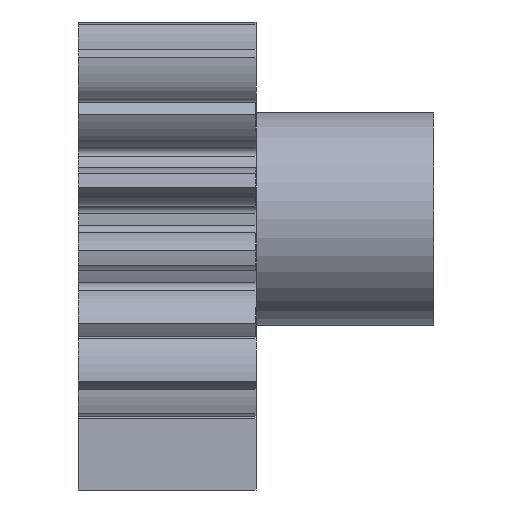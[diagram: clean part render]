
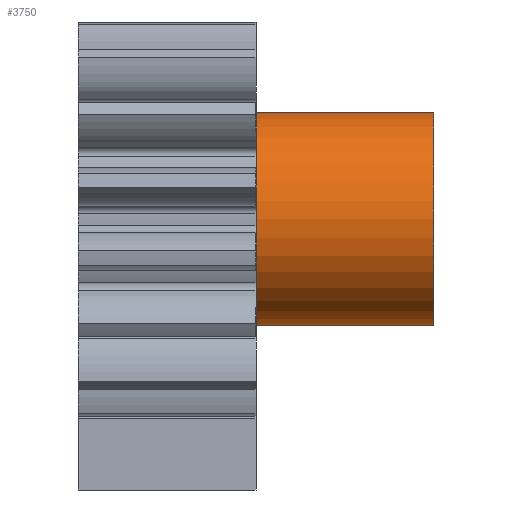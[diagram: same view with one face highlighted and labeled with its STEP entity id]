
A CAD part, left-side view. The second image highlights one B-rep face of the part: STEP entity #3750.
In plain terms, the highlighted cylindrical face has radius 3 mm (diameter 6 mm), a full revolution.
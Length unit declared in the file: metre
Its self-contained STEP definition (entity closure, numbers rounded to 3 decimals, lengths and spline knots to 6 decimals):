
#106=CYLINDRICAL_SURFACE('',#4067,0.003);
#250=CIRCLE('',#3968,0.003);
#300=CIRCLE('',#4068,0.003);
#1228=ORIENTED_EDGE('',*,*,#1913,.F.);
#1229=ORIENTED_EDGE('',*,*,#1765,.T.);
#1765=EDGE_CURVE('',#2262,#2262,#250,.T.);
#1913=EDGE_CURVE('',#2329,#2329,#300,.T.);
#2262=VERTEX_POINT('',#6863);
#2329=VERTEX_POINT('',#8888);
#3261=EDGE_LOOP('',(#1228));
#3262=EDGE_LOOP('',(#1229));
#3458=FACE_BOUND('',#3261,.T.);
#3459=FACE_BOUND('',#3262,.T.);
#3750=ADVANCED_FACE('',(#3458,#3459),#106,.T.);
#3968=AXIS2_PLACEMENT_3D('',#6862,#4636,#4637);
#4067=AXIS2_PLACEMENT_3D('',#8886,#4900,#4901);
#4068=AXIS2_PLACEMENT_3D('',#8887,#4902,#4903);
#4636=DIRECTION('',(0.,-1.,0.));
#4637=DIRECTION('',(0.,0.,-1.));
#4900=DIRECTION('',(0.,1.,0.));
#4901=DIRECTION('',(0.,0.,1.));
#4902=DIRECTION('',(0.,-1.,0.));
#4903=DIRECTION('',(0.,0.,-1.));
#6862=CARTESIAN_POINT('',(0.,-0.005,0.));
#6863=CARTESIAN_POINT('',(0.,-0.005,-0.003));
#8886=CARTESIAN_POINT('',(0.,-0.01,0.));
#8887=CARTESIAN_POINT('',(0.,-0.01,0.));
#8888=CARTESIAN_POINT('',(0.,-0.01,-0.003));
